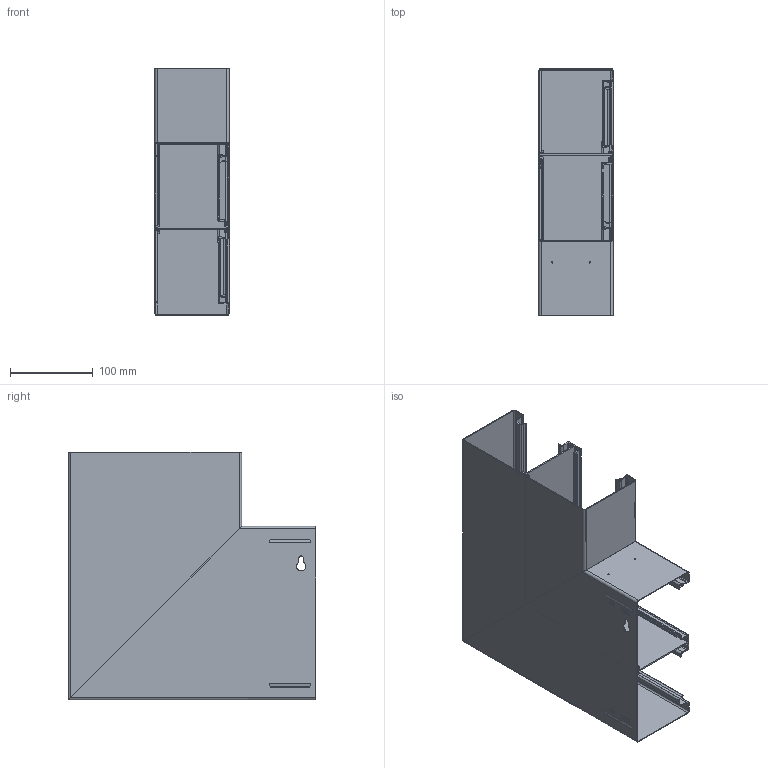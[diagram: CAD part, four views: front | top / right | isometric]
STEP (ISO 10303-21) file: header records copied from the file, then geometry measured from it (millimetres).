
FILE_DESCRIPTION (( 'STEP AP214' ), '1' );
FILE_NAME ('6278520.stp', '2016-06-08T14:29:11', ( '' ), ( '' ), 'SwSTEP 2.0', 'SolidWorks 2014', '' );
FILE_SCHEMA (( 'AUTOMOTIVE_DESIGN' ));
Length unit declared in the file: millimetre
Products named in the file (3): 014939_G剅ungsst乧k f乺 GS-DFF90210 ; 024021T1_GS-DFS90210; 6278520
Assembly tree (2 placements, depth 2):
  6278520
    024021T1_GS-DFS90210
    014939_G剅ungsst乧k f乺 GS-DFF90210 
Bounding box: 90 x 299.85 x 299.85 mm (x, y, z)
Volume: 291905.5 mm3; surface area: 500670 mm2
Topology: 3 solids, 3 shells, 684 faces, 1718 edges, 1070 vertices
Faces by surface type: plane 351, cylinder 185, bspline 126, cone 22
Entity records: 26435 total; most frequent: CARTESIAN_POINT 11411, ORIENTED_EDGE 3436, DIRECTION 2524, EDGE_CURVE 1718, VERTEX_POINT 1070, LINE 948, VECTOR 948, AXIS2_PLACEMENT_3D 788
